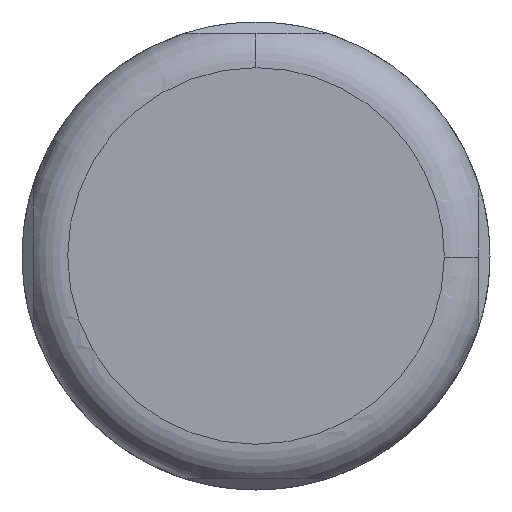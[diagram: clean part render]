
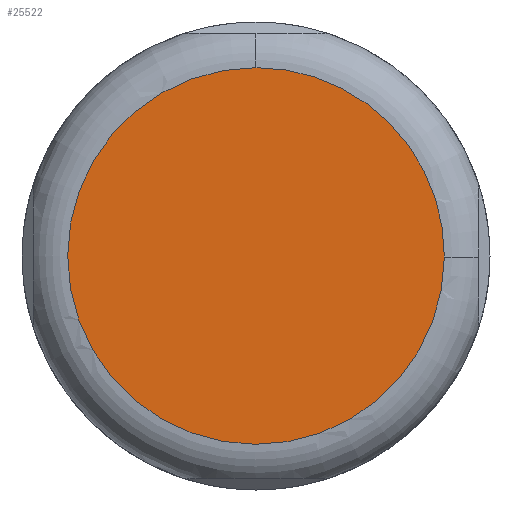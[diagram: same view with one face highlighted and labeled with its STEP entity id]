
A CAD part, front view. The second image highlights one B-rep face of the part: STEP entity #25522.
In plain terms, the highlighted planar face has unit normal (0, -1, 0).
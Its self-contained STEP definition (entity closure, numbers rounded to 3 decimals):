
#3958=CARTESIAN_POINT('',(0.,-39.05,0.));
#3959=DIRECTION('',(0.,-1.,0.));
#3960=DIRECTION('',(0.,0.,1.));
#3961=AXIS2_PLACEMENT_3D('',#3958,#3959,#3960);
#4044=CARTESIAN_POINT('',(0.,-39.05,0.));
#4045=DIRECTION('',(0.,-1.,0.));
#4046=DIRECTION('',(1.,0.,-0.005));
#4047=AXIS2_PLACEMENT_3D('',#4044,#4045,#4046);
#19721=CARTESIAN_POINT('',(0.,-39.05,8.25));
#19722=VERTEX_POINT('',#19721);
#19723=CARTESIAN_POINT('',(8.25,-39.05,
-0.044));
#19724=VERTEX_POINT('',#19723);
#25512=CARTESIAN_POINT('',(0.,-39.05,0.));
#25513=DIRECTION('',(0.,-1.,0.));
#25514=DIRECTION('',(-1.,0.,0.));
#25515=AXIS2_PLACEMENT_3D('',#25512,#25513,#25514);
#25516=PLANE('',#25515);
#25517=ORIENTED_EDGE('',*,*,#25491,.F.);
#25519=ORIENTED_EDGE('',*,*,#25518,.F.);
#25520=EDGE_LOOP('',(#25517,#25519));
#25521=FACE_OUTER_BOUND('',#25520,.F.);
#25522=ADVANCED_FACE('',(#25521),#25516,.T.);
#3962=CIRCLE('',#3961,8.25);
#4048=CIRCLE('',#4047,8.25);
#25491=EDGE_CURVE('',#19722,#19724,#3962,.T.);
#25518=EDGE_CURVE('',#19724,#19722,#4048,.T.);
